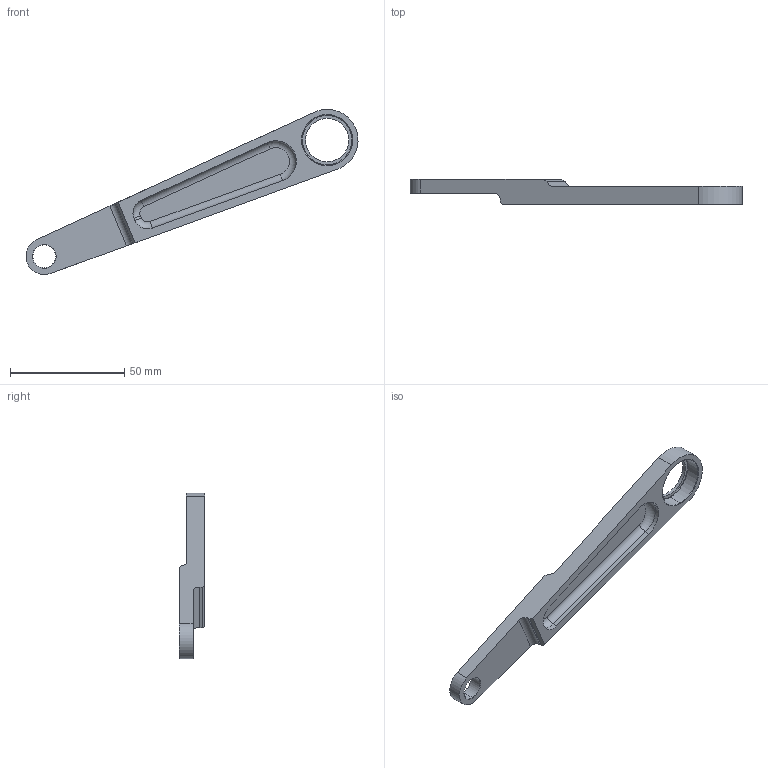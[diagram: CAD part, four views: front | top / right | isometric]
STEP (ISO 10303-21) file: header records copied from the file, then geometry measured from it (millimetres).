
FILE_DESCRIPTION(('CATIA V5 STEP Exchange','CAx-IF Rec.Pracs.--- Model Styling and Organization---1.4--- 2014-01-23','CAx-IF Rec.Pracs.--- Geometric and Assembly Validation Properties ---4.2---2014-10-09','CAx-IF Rec.Pracs.---3D Tessellated Data Validation Properties---0.5---2014-09-14'),'2;1');
FILE_NAME('YOKE.stp','2022-01-14T11:34:29+00:00',('none'),('none'),'CATIA Version 5-6 Release 2017 SP2 HF63','CATIA V5 STEP AP242 v1','none');
FILE_SCHEMA(('AP242_MANAGED_MODEL_BASED_3D_ENGINEERING_MIM_LF {1 0 10303 442 1 1 4}'));
Length unit declared in the file: millimetre
Products named in the file (1): yoke
Bounding box: 145.36 x 11 x 72.34 mm (x, y, z)
Volume: 16508.1 mm3; surface area: 9963.3 mm2
Topology: 1 solids, 1 shells, 49 faces, 120 edges, 76 vertices
Faces by surface type: cylinder 20, plane 15, torus 8, cone 6
Entity records: 1430 total; most frequent: CARTESIAN_POINT 265, ORIENTED_EDGE 240, DIRECTION 202, EDGE_CURVE 120, AXIS2_PLACEMENT_3D 102, VERTEX_POINT 76, VECTOR 57, LINE 57
